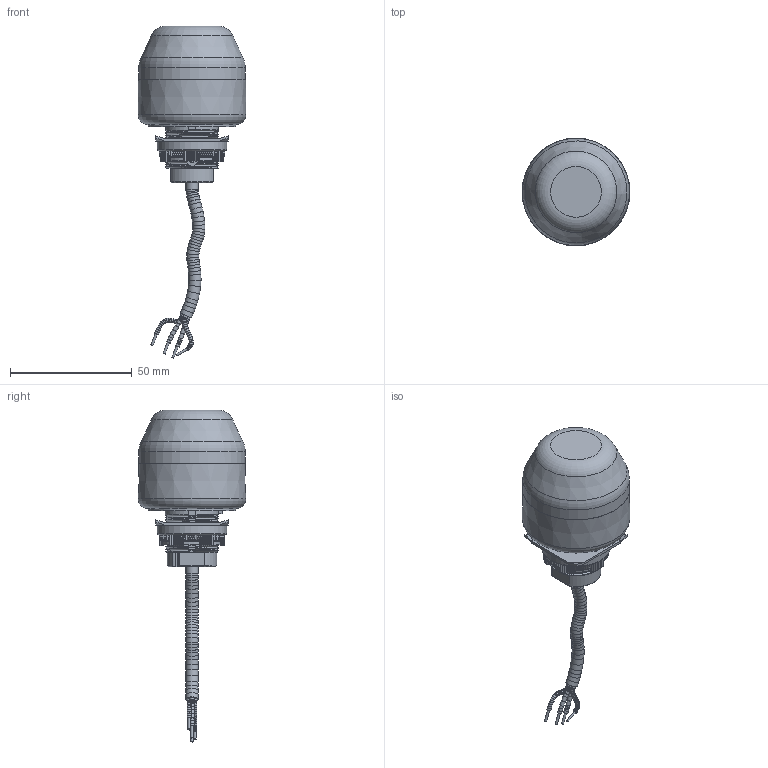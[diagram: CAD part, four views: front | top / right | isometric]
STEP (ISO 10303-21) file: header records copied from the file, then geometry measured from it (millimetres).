
FILE_DESCRIPTION(/* description */ (''),/* implementation_level */ '2;1');
FILE_NAME(/* name */ 'IMM.stp',/* time_stamp */ '2014-03-24T15:18:19+01:00',/* author */ (''),/* organization */ (''),/* preprocessor_version */ 'ST-DEVELOPER v11',/* originating_system */ 'SIEMENS PLM Software NX 7.5',/* authorisation */ '');
FILE_SCHEMA (('AUTOMOTIVE_DESIGN { 1 0 10303 214 1 1 1 1 }'));
Length unit declared in the file: millimetre
Products named in the file (1): m.ne2836xfqu
Bounding box: 44.25 x 44.25 x 136.46 mm (x, y, z)
Volume: 58823.1 mm3; surface area: 20794.6 mm2
Topology: 6 solids, 6 shells, 930 faces, 2576 edges, 1671 vertices
Faces by surface type: plane 546, cylinder 228, torus 115, bspline 18, cone 10, revolution 10, extrusion 3
Full cylindrical faces by diameter (mm): 0.9 x2, 1.6 x1, 1.7 x1, 3.4 x2, 4.4 x1, 5 x1, 21.209 x1, 25.4 x1, 28.575 x1, 36 x1
Entity records: 56035 total; most frequent: CARTESIAN_POINT 33584, ORIENTED_EDGE 4922, DIRECTION 4147, EDGE_CURVE 2461, VERTEX_POINT 1658, AXIS2_PLACEMENT_3D 1412, VECTOR 1313, LINE 1310
